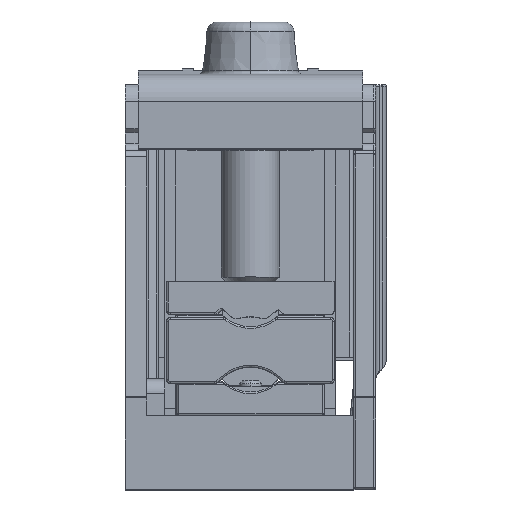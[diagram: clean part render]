
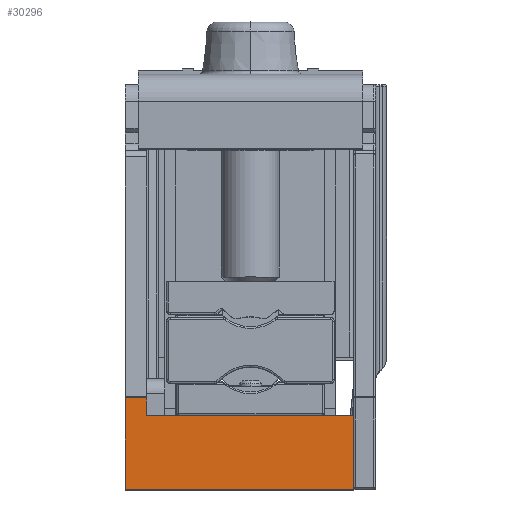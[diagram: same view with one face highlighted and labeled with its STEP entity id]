
A CAD part, top view. The second image highlights one B-rep face of the part: STEP entity #30296.
In plain terms, the highlighted planar face has unit normal (0, 0, 1).
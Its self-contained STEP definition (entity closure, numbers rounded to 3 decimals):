
#316=DIRECTION('',(-1.,0.,0.));
#317=VECTOR('',#316,5.8);
#318=CARTESIAN_POINT('',(5.8,24.782,70.));
#319=LINE('',#318,#317);
#320=DIRECTION('',(1.,0.,0.));
#321=VECTOR('',#320,56.2);
#322=CARTESIAN_POINT('',(5.8,20.,70.));
#323=LINE('',#322,#321);
#324=DIRECTION('',(0.,-1.,0.));
#325=VECTOR('',#324,20.);
#326=CARTESIAN_POINT('',(62.,20.,70.));
#327=LINE('',#326,#325);
#328=DIRECTION('',(-1.,0.,0.));
#329=VECTOR('',#328,62.);
#330=CARTESIAN_POINT('',(62.,0.,70.));
#331=LINE('',#330,#329);
#332=DIRECTION('',(0.,1.,0.));
#333=VECTOR('',#332,24.782);
#334=CARTESIAN_POINT('',(0.,0.,70.));
#335=LINE('',#334,#333);
#336=DIRECTION('',(0.,-1.,0.));
#337=VECTOR('',#336,4.782);
#338=CARTESIAN_POINT('',(5.8,24.782,70.));
#339=LINE('',#338,#337);
#23538=CARTESIAN_POINT('',(0.,24.782,70.));
#23539=VERTEX_POINT('',#23538);
#23540=CARTESIAN_POINT('',(0.,0.,70.));
#23541=VERTEX_POINT('',#23540);
#23608=CARTESIAN_POINT('',(5.8,24.782,70.));
#23610=VERTEX_POINT('',#23608);
#23814=CARTESIAN_POINT('',(5.8,20.,70.));
#23815=VERTEX_POINT('',#23814);
#23844=CARTESIAN_POINT('',(62.,0.,70.));
#23845=VERTEX_POINT('',#23844);
#23920=CARTESIAN_POINT('',(62.,20.,70.));
#23921=VERTEX_POINT('',#23920);
#30280=CARTESIAN_POINT('',(31.,12.391,70.));
#30281=DIRECTION('',(0.,0.,1.));
#30282=DIRECTION('',(0.,-1.,0.));
#30283=AXIS2_PLACEMENT_3D('',#30280,#30281,#30282);
#30284=PLANE('',#30283);
#30286=ORIENTED_EDGE('',*,*,#30285,.T.);
#30288=ORIENTED_EDGE('',*,*,#30287,.T.);
#30290=ORIENTED_EDGE('',*,*,#30289,.T.);
#30291=ORIENTED_EDGE('',*,*,#29838,.T.);
#30292=ORIENTED_EDGE('',*,*,#30268,.F.);
#30293=ORIENTED_EDGE('',*,*,#30096,.T.);
#30294=EDGE_LOOP('',(#30286,#30288,#30290,#30291,#30292,#30293));
#30295=FACE_OUTER_BOUND('',#30294,.F.);
#29838=EDGE_CURVE('',#23541,#23539,#335,.T.);
#30096=EDGE_CURVE('',#23610,#23815,#339,.T.);
#30268=EDGE_CURVE('',#23610,#23539,#319,.T.);
#30285=EDGE_CURVE('',#23815,#23921,#323,.T.);
#30287=EDGE_CURVE('',#23921,#23845,#327,.T.);
#30289=EDGE_CURVE('',#23845,#23541,#331,.T.);
#30296=ADVANCED_FACE('',(#30295),#30284,.T.);
